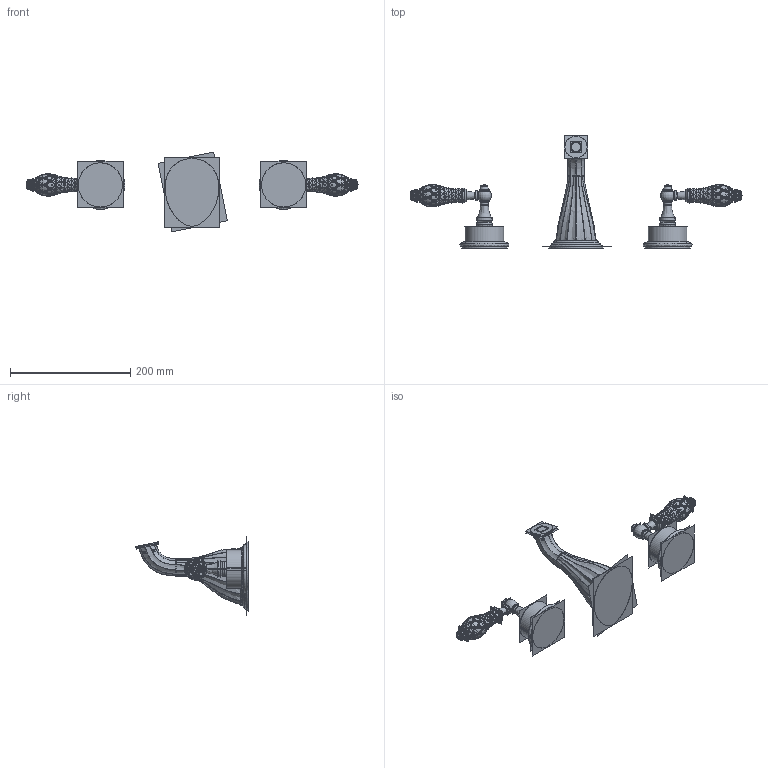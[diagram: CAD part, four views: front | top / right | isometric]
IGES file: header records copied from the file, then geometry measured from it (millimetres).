
Start section:  PTC IGES file: 0914tub-xx.igs
Global section: file name: 0914tub-xx.igs; native system: Creo Elements/Pro by Parametric Technology Corporation; preprocessor: 2015070; author: Jim; organization: Unknown; date: 20200410.134230; units: inch
Bounding box: 552.35 x 187.19 x 132.58 mm (x, y, z)
Volume: 2706540.5 mm3; surface area: 2197298.2 mm2
Topology: 17 solids, 17 shells, 1984 faces, 13304 edges, 19392 vertices
Faces by surface type: revolution 1594, bspline 322, extrusion 68
